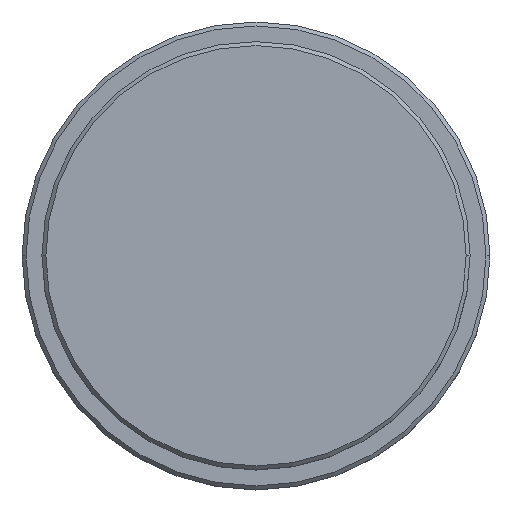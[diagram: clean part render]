
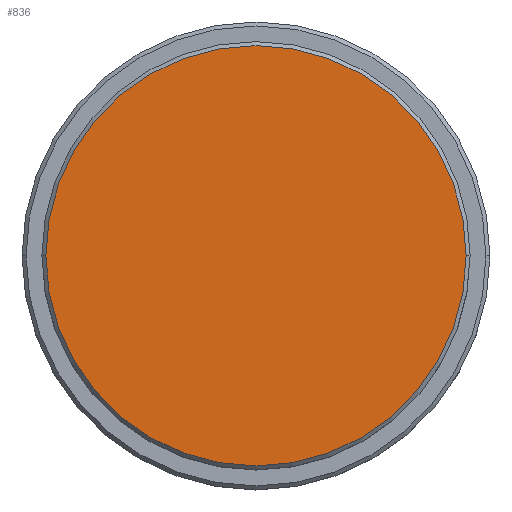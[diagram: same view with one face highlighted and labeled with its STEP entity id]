
A CAD part, top view. The second image highlights one B-rep face of the part: STEP entity #836.
In plain terms, the highlighted planar face has unit normal (0, 0, 1).
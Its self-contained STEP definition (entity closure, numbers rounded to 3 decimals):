
#51 = EDGE_CURVE ( 'NONE', #1152, #275, #921, .T. ) ;
#55 = CARTESIAN_POINT ( 'NONE',  ( 26.5, 0., 0. ) ) ;
#236 = AXIS2_PLACEMENT_3D ( 'NONE', #838, #1275, #622 ) ;
#275 = VERTEX_POINT ( 'NONE', #596 ) ;
#371 = CIRCLE ( 'NONE', #807, 26.5 ) ;
#538 = FACE_OUTER_BOUND ( 'NONE', #552, .T. ) ;
#552 = EDGE_LOOP ( 'NONE', ( #998, #762 ) ) ;
#584 = CARTESIAN_POINT ( 'NONE',  ( 0., 0., 0. ) ) ;
#596 = CARTESIAN_POINT ( 'NONE',  ( -26.5, 0., 0. ) ) ;
#622 = DIRECTION ( 'NONE',  ( 1., 0., 0. ) ) ;
#639 = DIRECTION ( 'NONE',  ( 1., 0., 0. ) ) ;
#651 = PLANE ( 'NONE',  #1402 ) ;
#726 = EDGE_CURVE ( 'NONE', #275, #1152, #371, .T. ) ;
#762 = ORIENTED_EDGE ( 'NONE', *, *, #51, .T. ) ;
#807 = AXIS2_PLACEMENT_3D ( 'NONE', #584, #1021, #1047 ) ;
#836 = ADVANCED_FACE ( 'NONE', ( #538 ), #651, .T. ) ;
#838 = CARTESIAN_POINT ( 'NONE',  ( 0., 0., 0. ) ) ;
#856 = DIRECTION ( 'NONE',  ( 0., 0., 1. ) ) ;
#921 = CIRCLE ( 'NONE', #236, 26.5 ) ;
#998 = ORIENTED_EDGE ( 'NONE', *, *, #726, .T. ) ;
#1021 = DIRECTION ( 'NONE',  ( 0., 0., 1. ) ) ;
#1047 = DIRECTION ( 'NONE',  ( 1., 0., 0. ) ) ;
#1152 = VERTEX_POINT ( 'NONE', #55 ) ;
#1189 = CARTESIAN_POINT ( 'NONE',  ( 0., 0., 0. ) ) ;
#1275 = DIRECTION ( 'NONE',  ( 0., 0., 1. ) ) ;
#1402 = AXIS2_PLACEMENT_3D ( 'NONE', #1189, #856, #639 ) ;
